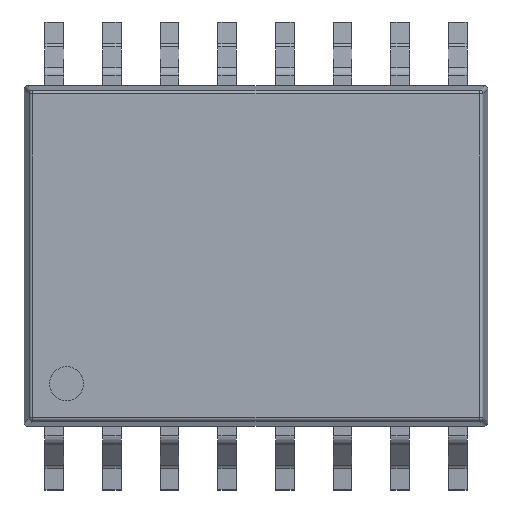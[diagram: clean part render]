
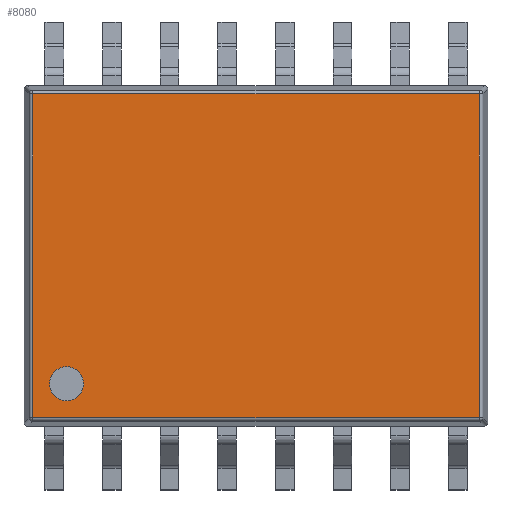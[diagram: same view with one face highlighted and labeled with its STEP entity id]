
A CAD part, top view. The second image highlights one B-rep face of the part: STEP entity #8080.
In plain terms, the highlighted planar face has unit normal (0, 0, 1).
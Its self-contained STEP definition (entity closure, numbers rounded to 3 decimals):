
#9 = DIRECTION ( 'NONE',  ( 0., -1., 0. ) ) ;
#213 = PLANE ( 'NONE',  #5169 ) ;
#469 = VERTEX_POINT ( 'NONE', #12095 ) ;
#957 = CIRCLE ( 'NONE', #6843, 0.375 ) ;
#1115 = VECTOR ( 'NONE', #9186, 1000. ) ;
#1158 = DIRECTION ( 'NONE',  ( 0., 0., 1. ) ) ;
#1406 = CIRCLE ( 'NONE', #10462, 0.375 ) ;
#1790 = ORIENTED_EDGE ( 'NONE', *, *, #3276, .F. ) ;
#2698 = EDGE_CURVE ( 'NONE', #8683, #469, #1406, .T. ) ;
#2779 = CARTESIAN_POINT ( 'NONE',  ( -4.991, 3.569, 1.22 ) ) ;
#2784 = EDGE_LOOP ( 'NONE', ( #8579, #8832, #6537, #8104 ) ) ;
#3093 = FACE_BOUND ( 'NONE', #7787, .T. ) ;
#3276 = EDGE_CURVE ( 'NONE', #469, #8683, #957, .T. ) ;
#3372 = CARTESIAN_POINT ( 'NONE',  ( 0., 0., 1.22 ) ) ;
#3503 = DIRECTION ( 'NONE',  ( 1., 0., 0. ) ) ;
#4080 = CARTESIAN_POINT ( 'NONE',  ( 4.991, -3.569, 1.22 ) ) ;
#4734 = VECTOR ( 'NONE', #9, 1000. ) ;
#4890 = CARTESIAN_POINT ( 'NONE',  ( 4.924, 3.569, 1.22 ) ) ;
#5020 = VERTEX_POINT ( 'NONE', #10527 ) ;
#5169 = AXIS2_PLACEMENT_3D ( 'NONE', #3372, #8974, #7075 ) ;
#5331 = VERTEX_POINT ( 'NONE', #6095 ) ;
#5527 = DIRECTION ( 'NONE',  ( 0., 0., 1. ) ) ;
#5844 = EDGE_CURVE ( 'NONE', #5331, #9615, #7291, .T. ) ;
#6095 = CARTESIAN_POINT ( 'NONE',  ( 4.924, -3.569, 1.22 ) ) ;
#6247 = LINE ( 'NONE', #2779, #8415 ) ;
#6537 = ORIENTED_EDGE ( 'NONE', *, *, #12352, .T. ) ;
#6658 = DIRECTION ( 'NONE',  ( -1., 0., 0. ) ) ;
#6843 = AXIS2_PLACEMENT_3D ( 'NONE', #8379, #1158, #11744 ) ;
#7075 = DIRECTION ( 'NONE',  ( 1., 0., 0. ) ) ;
#7148 = CARTESIAN_POINT ( 'NONE',  ( 4.924, 3.636, 1.22 ) ) ;
#7291 = LINE ( 'NONE', #7148, #1115 ) ;
#7698 = LINE ( 'NONE', #7875, #4734 ) ;
#7787 = EDGE_LOOP ( 'NONE', ( #11790, #1790 ) ) ;
#7875 = CARTESIAN_POINT ( 'NONE',  ( -4.924, -3.636, 1.22 ) ) ;
#8080 = ADVANCED_FACE ( 'NONE', ( #3093, #9681 ), #213, .T. ) ;
#8104 = ORIENTED_EDGE ( 'NONE', *, *, #5844, .T. ) ;
#8379 = CARTESIAN_POINT ( 'NONE',  ( -4.174, -2.819, 1.22 ) ) ;
#8415 = VECTOR ( 'NONE', #6658, 1000. ) ;
#8579 = ORIENTED_EDGE ( 'NONE', *, *, #9953, .T. ) ;
#8683 = VERTEX_POINT ( 'NONE', #9930 ) ;
#8832 = ORIENTED_EDGE ( 'NONE', *, *, #9057, .T. ) ;
#8974 = DIRECTION ( 'NONE',  ( 0., 0., 1. ) ) ;
#9016 = LINE ( 'NONE', #4080, #9805 ) ;
#9057 = EDGE_CURVE ( 'NONE', #5020, #9762, #7698, .T. ) ;
#9186 = DIRECTION ( 'NONE',  ( 0., 1., 0. ) ) ;
#9449 = CARTESIAN_POINT ( 'NONE',  ( -4.174, -2.819, 1.22 ) ) ;
#9615 = VERTEX_POINT ( 'NONE', #4890 ) ;
#9681 = FACE_OUTER_BOUND ( 'NONE', #2784, .T. ) ;
#9746 = CARTESIAN_POINT ( 'NONE',  ( -4.924, -3.569, 1.22 ) ) ;
#9762 = VERTEX_POINT ( 'NONE', #9746 ) ;
#9805 = VECTOR ( 'NONE', #10844, 1000. ) ;
#9930 = CARTESIAN_POINT ( 'NONE',  ( -3.799, -2.819, 1.22 ) ) ;
#9953 = EDGE_CURVE ( 'NONE', #9615, #5020, #6247, .T. ) ;
#10462 = AXIS2_PLACEMENT_3D ( 'NONE', #9449, #5527, #3503 ) ;
#10527 = CARTESIAN_POINT ( 'NONE',  ( -4.924, 3.569, 1.22 ) ) ;
#10844 = DIRECTION ( 'NONE',  ( 1., 0., 0. ) ) ;
#11744 = DIRECTION ( 'NONE',  ( 1., 0., 0. ) ) ;
#11790 = ORIENTED_EDGE ( 'NONE', *, *, #2698, .F. ) ;
#12095 = CARTESIAN_POINT ( 'NONE',  ( -4.549, -2.819, 1.22 ) ) ;
#12352 = EDGE_CURVE ( 'NONE', #9762, #5331, #9016, .T. ) ;
